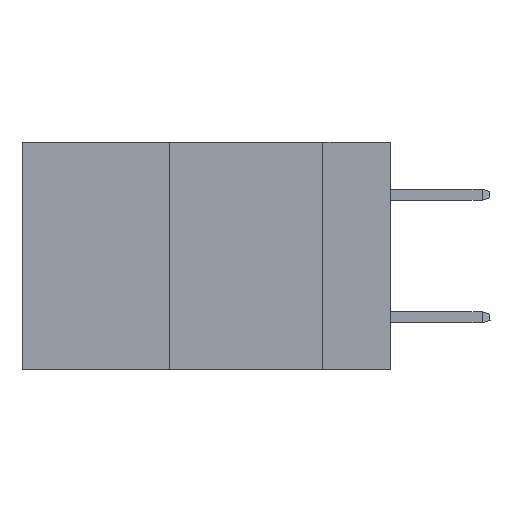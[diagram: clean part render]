
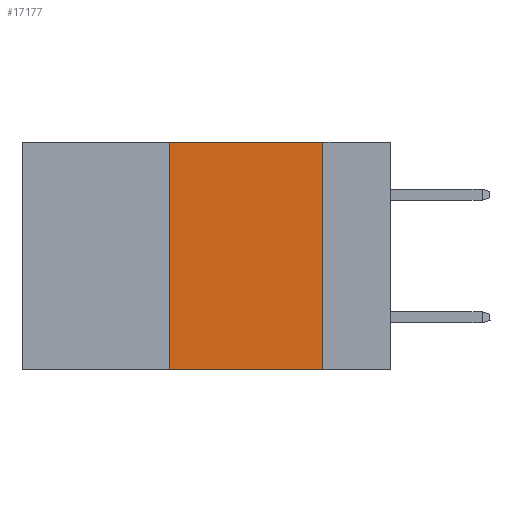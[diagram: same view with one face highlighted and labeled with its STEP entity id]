
A CAD part, left-side view. The second image highlights one B-rep face of the part: STEP entity #17177.
In plain terms, the highlighted planar face has unit normal (-1, 0, 0).
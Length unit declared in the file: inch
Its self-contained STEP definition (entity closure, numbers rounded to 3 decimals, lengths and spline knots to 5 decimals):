
#324 = VECTOR ( 'NONE', #26634, 39.37008 ) ;
#630 = CARTESIAN_POINT ( 'NONE',  ( 0., 0.11, 0. ) ) ;
#1853 = DIRECTION ( 'NONE',  ( 0., 0., 1. ) ) ;
#2567 = VERTEX_POINT ( 'NONE', #10734 ) ;
#3387 = CARTESIAN_POINT ( 'NONE',  ( 0., 0.11, -0.37 ) ) ;
#3633 = LINE ( 'NONE', #15760, #324 ) ;
#4071 = LINE ( 'NONE', #29526, #6948 ) ;
#4225 = VECTOR ( 'NONE', #17168, 39.37008 ) ;
#4892 = ORIENTED_EDGE ( 'NONE', *, *, #26423, .T. ) ;
#5892 = VERTEX_POINT ( 'NONE', #6523 ) ;
#6523 = CARTESIAN_POINT ( 'NONE',  ( 0., 0.36, 0. ) ) ;
#6948 = VECTOR ( 'NONE', #1853, 39.37008 ) ;
#7616 = VERTEX_POINT ( 'NONE', #28781 ) ;
#8715 = DIRECTION ( 'NONE',  ( 0., 0., -1. ) ) ;
#10470 = VECTOR ( 'NONE', #28681, 39.37008 ) ;
#10734 = CARTESIAN_POINT ( 'NONE',  ( 0., 0.11, 0. ) ) ;
#12382 = CARTESIAN_POINT ( 'NONE',  ( 0., 0.6, -0.37 ) ) ;
#12477 = ORIENTED_EDGE ( 'NONE', *, *, #20642, .F. ) ;
#12492 = EDGE_CURVE ( 'NONE', #5892, #2567, #3633, .T. ) ;
#14982 = EDGE_LOOP ( 'NONE', ( #12477, #27938, #26546, #4892 ) ) ;
#15760 = CARTESIAN_POINT ( 'NONE',  ( 0., 0.6, 0. ) ) ;
#16022 = FACE_OUTER_BOUND ( 'NONE', #14982, .T. ) ;
#16162 = PLANE ( 'NONE',  #26214 ) ;
#16712 = EDGE_CURVE ( 'NONE', #7616, #5892, #4071, .T. ) ;
#17168 = DIRECTION ( 'NONE',  ( 0., -1., 0. ) ) ;
#17177 = ADVANCED_FACE ( 'NONE', ( #16022 ), #16162, .F. ) ;
#18775 = LINE ( 'NONE', #12382, #4225 ) ;
#20370 = CARTESIAN_POINT ( 'NONE',  ( 0., 0.6, 0. ) ) ;
#20642 = EDGE_CURVE ( 'NONE', #2567, #27913, #21708, .T. ) ;
#21708 = LINE ( 'NONE', #630, #10470 ) ;
#24869 = DIRECTION ( 'NONE',  ( 1., 0., 0. ) ) ;
#26214 = AXIS2_PLACEMENT_3D ( 'NONE', #20370, #24869, #8715 ) ;
#26423 = EDGE_CURVE ( 'NONE', #7616, #27913, #18775, .T. ) ;
#26546 = ORIENTED_EDGE ( 'NONE', *, *, #16712, .F. ) ;
#26634 = DIRECTION ( 'NONE',  ( 0., -1., 0. ) ) ;
#27913 = VERTEX_POINT ( 'NONE', #3387 ) ;
#27938 = ORIENTED_EDGE ( 'NONE', *, *, #12492, .F. ) ;
#28681 = DIRECTION ( 'NONE',  ( 0., 0., -1. ) ) ;
#28781 = CARTESIAN_POINT ( 'NONE',  ( 0., 0.36, -0.37 ) ) ;
#29526 = CARTESIAN_POINT ( 'NONE',  ( 0., 0.36, 0. ) ) ;
